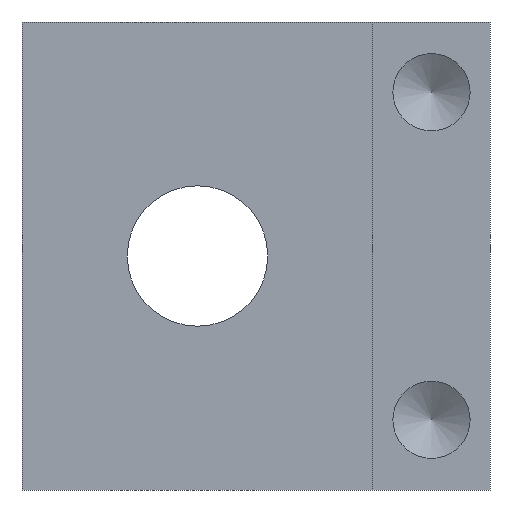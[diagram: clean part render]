
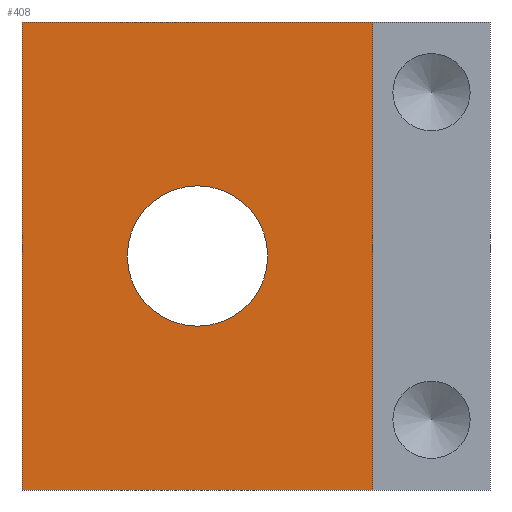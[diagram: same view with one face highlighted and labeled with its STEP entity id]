
A CAD part, front view. The second image highlights one B-rep face of the part: STEP entity #408.
In plain terms, the highlighted planar face has unit normal (0, -1, 0).
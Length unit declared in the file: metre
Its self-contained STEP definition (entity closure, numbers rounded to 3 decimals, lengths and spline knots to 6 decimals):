
#31=CIRCLE('',#457,0.003);
#121=ORIENTED_EDGE('',*,*,#180,.F.);
#122=ORIENTED_EDGE('',*,*,#171,.F.);
#123=ORIENTED_EDGE('',*,*,#154,.F.);
#124=ORIENTED_EDGE('',*,*,#181,.T.);
#125=ORIENTED_EDGE('',*,*,#165,.T.);
#154=EDGE_CURVE('',#201,#202,#238,.T.);
#165=EDGE_CURVE('',#210,#209,#247,.T.);
#171=EDGE_CURVE('',#202,#209,#253,.T.);
#180=EDGE_CURVE('',#221,#221,#31,.T.);
#181=EDGE_CURVE('',#201,#210,#257,.T.);
#201=VERTEX_POINT('',#619);
#202=VERTEX_POINT('',#621);
#209=VERTEX_POINT('',#640);
#210=VERTEX_POINT('',#642);
#221=VERTEX_POINT('',#679);
#238=LINE('',#620,#274);
#247=LINE('',#641,#283);
#253=LINE('',#653,#289);
#257=LINE('',#680,#293);
#274=VECTOR('',#503,1.);
#283=VECTOR('',#520,1.);
#289=VECTOR('',#530,1.);
#293=VECTOR('',#564,1.);
#325=EDGE_LOOP('',(#121));
#326=EDGE_LOOP('',(#122,#123,#124,#125));
#367=FACE_BOUND('',#325,.T.);
#368=FACE_BOUND('',#326,.T.);
#386=PLANE('',#456);
#408=ADVANCED_FACE('',(#367,#368),#386,.T.);
#456=AXIS2_PLACEMENT_3D('',#677,#560,#561);
#457=AXIS2_PLACEMENT_3D('',#678,#562,#563);
#503=DIRECTION('',(1.,0.,0.));
#520=DIRECTION('',(1.,0.,0.));
#530=DIRECTION('',(0.,0.,-1.));
#560=DIRECTION('',(0.,-1.,0.));
#561=DIRECTION('',(0.,0.,-1.));
#562=DIRECTION('',(0.,-1.,0.));
#563=DIRECTION('',(0.,0.,-1.));
#564=DIRECTION('',(0.,0.,-1.));
#619=CARTESIAN_POINT('',(-0.0175,-0.007,0.01));
#620=CARTESIAN_POINT('',(-0.0175,-0.007,0.01));
#621=CARTESIAN_POINT('',(-0.0025,-0.007,0.01));
#640=CARTESIAN_POINT('',(-0.0025,-0.007,-0.01));
#641=CARTESIAN_POINT('',(-0.0175,-0.007,-0.01));
#642=CARTESIAN_POINT('',(-0.0175,-0.007,-0.01));
#653=CARTESIAN_POINT('',(-0.0025,-0.007,0.));
#677=CARTESIAN_POINT('',(-0.0175,-0.007,0.));
#678=CARTESIAN_POINT('',(-0.01,-0.007,0.));
#679=CARTESIAN_POINT('',(-0.01,-0.007,-0.003));
#680=CARTESIAN_POINT('',(-0.0175,-0.007,0.));
